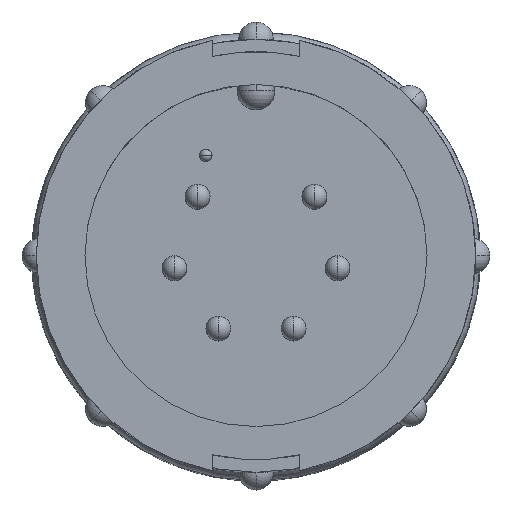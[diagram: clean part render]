
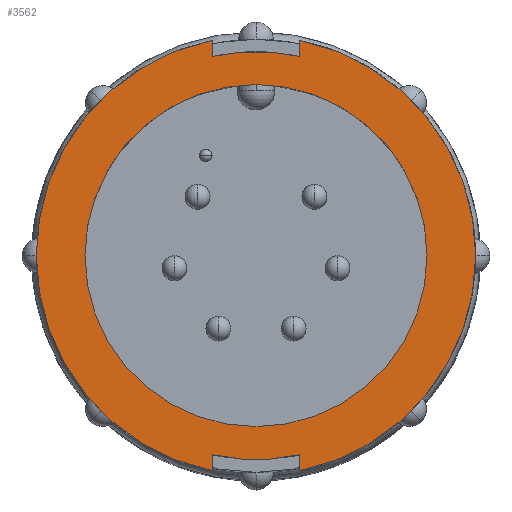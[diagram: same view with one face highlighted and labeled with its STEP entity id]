
A CAD part, top view. The second image highlights one B-rep face of the part: STEP entity #3562.
In plain terms, the highlighted planar face has unit normal (0, 0, 1).
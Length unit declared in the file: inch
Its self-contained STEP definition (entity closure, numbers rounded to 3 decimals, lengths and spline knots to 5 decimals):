
#21 = EDGE_CURVE ( 'NONE', #3264, #3262, #7121, .T. ) ;
#44 = EDGE_CURVE ( 'NONE', #3993, #4009, #6963, .T. ) ;
#399 = CARTESIAN_POINT ( 'NONE',  ( 0., 0., 0. ) ) ;
#400 = DIRECTION ( 'NONE',  ( 0., 0., 1. ) ) ;
#401 = DIRECTION ( 'NONE',  ( 1., 0., 0. ) ) ;
#490 = CARTESIAN_POINT ( 'NONE',  ( 0., 0., 0. ) ) ;
#491 = DIRECTION ( 'NONE',  ( 0., 0., 1. ) ) ;
#492 = DIRECTION ( 'NONE',  ( 1., 0., 0. ) ) ;
#534 = CARTESIAN_POINT ( 'NONE',  ( -0.35, 0., 0. ) ) ;
#538 = CARTESIAN_POINT ( 'NONE',  ( -0.07, -0.34293, 0. ) ) ;
#547 = CARTESIAN_POINT ( 'NONE',  ( -0.07, 0.31737, 0. ) ) ;
#549 = CARTESIAN_POINT ( 'NONE',  ( 0.07, 0.31737, 0. ) ) ;
#2012 = CARTESIAN_POINT ( 'NONE',  ( 0., 0., 0. ) ) ;
#2013 = DIRECTION ( 'NONE',  ( 0., 0., 1. ) ) ;
#2014 = DIRECTION ( 'NONE',  ( 1., 0., 0. ) ) ;
#2386 = EDGE_LOOP ( 'NONE', ( #4225, #4214, #4139, #4136, #4142, #4141, #4226, #4220, #4223 ) ) ;
#2853 = AXIS2_PLACEMENT_3D ( 'NONE', #2012, #2013, #2014 ) ;
#3070 = CIRCLE ( 'NONE', #3875, 0.325 ) ;
#3145 = CIRCLE ( 'NONE', #3854, 0.2725 ) ;
#3167 = CIRCLE ( 'NONE', #2853, 0.35 ) ;
#3191 = CIRCLE ( 'NONE', #6545, 0.35 ) ;
#3222 = CIRCLE ( 'NONE', #6631, 0.35 ) ;
#3249 = VERTEX_POINT ( 'NONE', #534 ) ;
#3253 = VERTEX_POINT ( 'NONE', #538 ) ;
#3262 = VERTEX_POINT ( 'NONE', #547 ) ;
#3264 = VERTEX_POINT ( 'NONE', #549 ) ;
#3473 = EDGE_CURVE ( 'NONE', #4055, #4054, #6261, .T. ) ;
#3484 = EDGE_CURVE ( 'NONE', #4054, #4058, #3191, .T. ) ;
#3554 = EDGE_CURVE ( 'NONE', #4057, #3249, #3222, .T. ) ;
#3559 = EDGE_CURVE ( 'NONE', #3253, #4056, #4919, .T. ) ;
#3562 = ADVANCED_FACE ( 'NONE', ( #6643, #6650 ), #4927, .F. ) ;
#3573 = EDGE_CURVE ( 'NONE', #3262, #4057, #4964, .T. ) ;
#3620 = EDGE_CURVE ( 'NONE', #4058, #3264, #5325, .T. ) ;
#3627 = EDGE_CURVE ( 'NONE', #4056, #4055, #3070, .T. ) ;
#3666 = EDGE_CURVE ( 'NONE', #4009, #3993, #3145, .T. ) ;
#3742 = EDGE_LOOP ( 'NONE', ( #4134, #4138 ) ) ;
#3854 = AXIS2_PLACEMENT_3D ( 'NONE', #5504, #5505, #5506 ) ;
#3875 = AXIS2_PLACEMENT_3D ( 'NONE', #5346, #5347, #5348 ) ;
#3876 = VECTOR ( 'NONE', #5327, 39.37008 ) ;
#3993 = VERTEX_POINT ( 'NONE', #5653 ) ;
#4009 = VERTEX_POINT ( 'NONE', #5669 ) ;
#4054 = VERTEX_POINT ( 'NONE', #5714 ) ;
#4055 = VERTEX_POINT ( 'NONE', #5715 ) ;
#4056 = VERTEX_POINT ( 'NONE', #5716 ) ;
#4057 = VERTEX_POINT ( 'NONE', #5717 ) ;
#4058 = VERTEX_POINT ( 'NONE', #5718 ) ;
#4134 = ORIENTED_EDGE ( 'NONE', *, *, #3666, .F. ) ;
#4136 = ORIENTED_EDGE ( 'NONE', *, *, #3573, .T. ) ;
#4138 = ORIENTED_EDGE ( 'NONE', *, *, #44, .F. ) ;
#4139 = ORIENTED_EDGE ( 'NONE', *, *, #21, .T. ) ;
#4141 = ORIENTED_EDGE ( 'NONE', *, *, #7099, .T. ) ;
#4142 = ORIENTED_EDGE ( 'NONE', *, *, #3554, .T. ) ;
#4214 = ORIENTED_EDGE ( 'NONE', *, *, #3620, .T. ) ;
#4220 = ORIENTED_EDGE ( 'NONE', *, *, #3627, .T. ) ;
#4223 = ORIENTED_EDGE ( 'NONE', *, *, #3473, .T. ) ;
#4225 = ORIENTED_EDGE ( 'NONE', *, *, #3484, .T. ) ;
#4226 = ORIENTED_EDGE ( 'NONE', *, *, #3559, .T. ) ;
#4892 = CARTESIAN_POINT ( 'NONE',  ( 0., 0., 0. ) ) ;
#4896 = DIRECTION ( 'NONE',  ( 0., 0., 1. ) ) ;
#4897 = DIRECTION ( 'NONE',  ( 1., 0., 0. ) ) ;
#4919 = LINE ( 'NONE', #4920, #6646 ) ;
#4920 = CARTESIAN_POINT ( 'NONE',  ( -0.07, -0.36841, 0. ) ) ;
#4921 = DIRECTION ( 'NONE',  ( 0., 1., 0. ) ) ;
#4927 = PLANE ( 'NONE',  #6652 ) ;
#4928 = CARTESIAN_POINT ( 'NONE',  ( 0., 0.2725, 0. ) ) ;
#4929 = DIRECTION ( 'NONE',  ( 0., 0., -1. ) ) ;
#4930 = DIRECTION ( 'NONE',  ( -1., 0., 0. ) ) ;
#4964 = LINE ( 'NONE', #4965, #6669 ) ;
#4965 = CARTESIAN_POINT ( 'NONE',  ( -0.07, 0.30841, 0. ) ) ;
#4966 = DIRECTION ( 'NONE',  ( 0., 1., 0. ) ) ;
#5325 = LINE ( 'NONE', #5326, #3876 ) ;
#5326 = CARTESIAN_POINT ( 'NONE',  ( 0.07, 0.36841, 0. ) ) ;
#5327 = DIRECTION ( 'NONE',  ( 0., -1., 0. ) ) ;
#5346 = CARTESIAN_POINT ( 'NONE',  ( 0., 0., 0. ) ) ;
#5347 = DIRECTION ( 'NONE',  ( 0., 0., 1. ) ) ;
#5348 = DIRECTION ( 'NONE',  ( 1., 0., 0. ) ) ;
#5504 = CARTESIAN_POINT ( 'NONE',  ( 0., 0., 0. ) ) ;
#5505 = DIRECTION ( 'NONE',  ( 0., 0., 1. ) ) ;
#5506 = DIRECTION ( 'NONE',  ( 1., 0., 0. ) ) ;
#5653 = CARTESIAN_POINT ( 'NONE',  ( -0.2725, 0., 0. ) ) ;
#5669 = CARTESIAN_POINT ( 'NONE',  ( 0.2725, 0., 0. ) ) ;
#5714 = CARTESIAN_POINT ( 'NONE',  ( 0.07, -0.34293, 0. ) ) ;
#5715 = CARTESIAN_POINT ( 'NONE',  ( 0.07, -0.31737, 0. ) ) ;
#5716 = CARTESIAN_POINT ( 'NONE',  ( -0.07, -0.31737, 0. ) ) ;
#5717 = CARTESIAN_POINT ( 'NONE',  ( -0.07, 0.34293, 0. ) ) ;
#5718 = CARTESIAN_POINT ( 'NONE',  ( 0.07, 0.34293, 0. ) ) ;
#6261 = LINE ( 'NONE', #6262, #6524 ) ;
#6262 = CARTESIAN_POINT ( 'NONE',  ( 0.07, -0.30841, 0. ) ) ;
#6263 = DIRECTION ( 'NONE',  ( 0., -1., 0. ) ) ;
#6295 = CARTESIAN_POINT ( 'NONE',  ( 0., 0., 0. ) ) ;
#6299 = DIRECTION ( 'NONE',  ( 0., 0., 1. ) ) ;
#6300 = DIRECTION ( 'NONE',  ( 1., 0., 0. ) ) ;
#6368 = AXIS2_PLACEMENT_3D ( 'NONE', #399, #400, #401 ) ;
#6397 = AXIS2_PLACEMENT_3D ( 'NONE', #490, #491, #492 ) ;
#6524 = VECTOR ( 'NONE', #6263, 39.37008 ) ;
#6545 = AXIS2_PLACEMENT_3D ( 'NONE', #6295, #6299, #6300 ) ;
#6631 = AXIS2_PLACEMENT_3D ( 'NONE', #4892, #4896, #4897 ) ;
#6643 = FACE_BOUND ( 'NONE', #3742, .T. ) ;
#6646 = VECTOR ( 'NONE', #4921, 39.37008 ) ;
#6650 = FACE_OUTER_BOUND ( 'NONE', #2386, .T. ) ;
#6652 = AXIS2_PLACEMENT_3D ( 'NONE', #4928, #4929, #4930 ) ;
#6669 = VECTOR ( 'NONE', #4966, 39.37008 ) ;
#6963 = CIRCLE ( 'NONE', #6397, 0.2725 ) ;
#7099 = EDGE_CURVE ( 'NONE', #3249, #3253, #3167, .T. ) ;
#7121 = CIRCLE ( 'NONE', #6368, 0.325 ) ;
